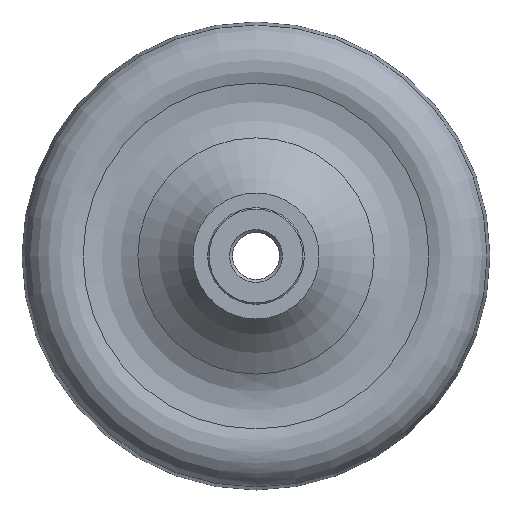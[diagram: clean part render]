
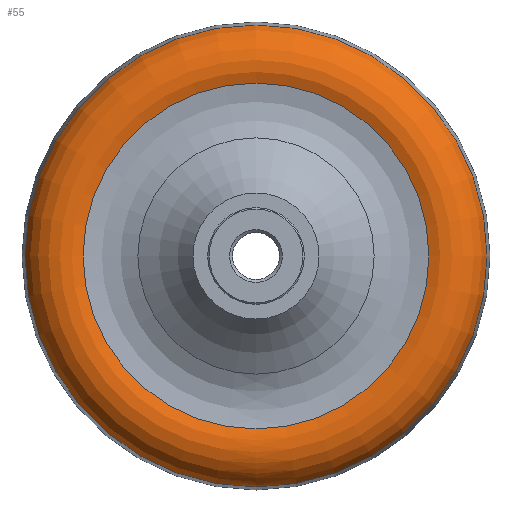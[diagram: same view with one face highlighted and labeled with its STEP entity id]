
A CAD part, left-side view. The second image highlights one B-rep face of the part: STEP entity #55.
In plain terms, the highlighted toroidal (fillet/blend) face has major radius 65.5 mm and minor radius 14 mm.
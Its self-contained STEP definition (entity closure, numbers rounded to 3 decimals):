
#55 = ADVANCED_FACE( '', ( #120, #121 ), #122, .T. );
#120 = FACE_OUTER_BOUND( '', #230, .T. );
#121 = FACE_OUTER_BOUND( '', #231, .T. );
#122 = TOROIDAL_SURFACE( '', #232, 65.5, 14. );
#230 = EDGE_LOOP( '', ( #311 ) );
#231 = EDGE_LOOP( '', ( #312 ) );
#232 = AXIS2_PLACEMENT_3D( '', #313, #314, #315 );
#311 = ORIENTED_EDGE( '', *, *, #375, .T. );
#312 = ORIENTED_EDGE( '', *, *, #391, .F. );
#313 = CARTESIAN_POINT( '', ( 40.5, 0., 0. ) );
#314 = DIRECTION( '', ( 1., 0., 0. ) );
#315 = DIRECTION( '', ( 0., 0., -1. ) );
#375 = EDGE_CURVE( '', #412, #412, #413, .T. );
#391 = EDGE_CURVE( '', #438, #438, #439, .T. );
#412 = VERTEX_POINT( '', #463 );
#413 = CIRCLE( '', #464, 59.043 );
#438 = VERTEX_POINT( '', #489 );
#439 = CIRCLE( '', #490, 78.872 );
#463 = CARTESIAN_POINT( '', ( 28.078, 0., -59.043 ) );
#464 = AXIS2_PLACEMENT_3D( '', #514, #515, #516 );
#489 = CARTESIAN_POINT( '', ( 36.353, 0., -78.872 ) );
#490 = AXIS2_PLACEMENT_3D( '', #544, #545, #546 );
#514 = CARTESIAN_POINT( '', ( 28.078, 0., 0. ) );
#515 = DIRECTION( '', ( 1., 0., 0. ) );
#516 = DIRECTION( '', ( 0., 0., -1. ) );
#544 = CARTESIAN_POINT( '', ( 36.353, 0., 0. ) );
#545 = DIRECTION( '', ( 1., 0., 0. ) );
#546 = DIRECTION( '', ( 0., 0., -1. ) );
